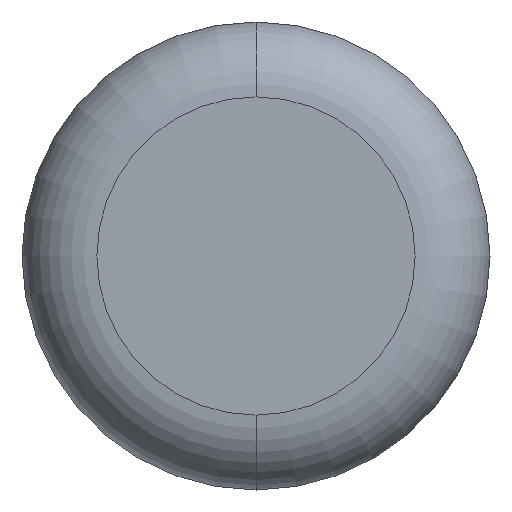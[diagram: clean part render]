
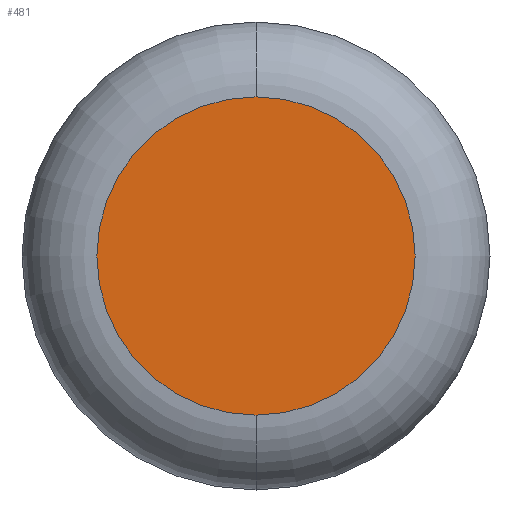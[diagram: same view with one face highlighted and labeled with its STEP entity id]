
A CAD part, front view. The second image highlights one B-rep face of the part: STEP entity #481.
In plain terms, the highlighted planar face has unit normal (0, -1, 0).
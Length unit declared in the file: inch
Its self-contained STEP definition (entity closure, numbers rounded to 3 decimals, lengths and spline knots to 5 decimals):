
#60 = AXIS2_PLACEMENT_3D ( 'NONE', #163, #73, #410 ) ;
#73 = DIRECTION ( 'NONE',  ( 0., -1., 0. ) ) ;
#120 = PLANE ( 'NONE',  #220 ) ;
#122 = CARTESIAN_POINT ( 'NONE',  ( 0., 0., 0. ) ) ;
#126 = DIRECTION ( 'NONE',  ( 0., 0., -1. ) ) ;
#163 = CARTESIAN_POINT ( 'NONE',  ( 0., 0., 0. ) ) ;
#197 = FACE_OUTER_BOUND ( 'NONE', #310, .T. ) ;
#220 = AXIS2_PLACEMENT_3D ( 'NONE', #375, #507, #126 ) ;
#269 = ORIENTED_EDGE ( 'NONE', *, *, #469, .T. ) ;
#310 = EDGE_LOOP ( 'NONE', ( #269, #369 ) ) ;
#321 = VERTEX_POINT ( 'NONE', #349 ) ;
#329 = DIRECTION ( 'NONE',  ( 0., -1., 0. ) ) ;
#349 = CARTESIAN_POINT ( 'NONE',  ( 0., 0., -0.1275 ) ) ;
#369 = ORIENTED_EDGE ( 'NONE', *, *, #432, .T. ) ;
#375 = CARTESIAN_POINT ( 'NONE',  ( 0., 0., 0. ) ) ;
#410 = DIRECTION ( 'NONE',  ( 0., 0., -1. ) ) ;
#421 = AXIS2_PLACEMENT_3D ( 'NONE', #122, #329, #495 ) ;
#432 = EDGE_CURVE ( 'NONE', #547, #321, #446, .T. ) ;
#446 = CIRCLE ( 'NONE', #421, 0.1275 ) ;
#458 = CARTESIAN_POINT ( 'NONE',  ( 0., 0., 0.1275 ) ) ;
#465 = CIRCLE ( 'NONE', #60, 0.1275 ) ;
#469 = EDGE_CURVE ( 'NONE', #321, #547, #465, .T. ) ;
#481 = ADVANCED_FACE ( 'NONE', ( #197 ), #120, .T. ) ;
#495 = DIRECTION ( 'NONE',  ( 0., 0., -1. ) ) ;
#507 = DIRECTION ( 'NONE',  ( 0., -1., 0. ) ) ;
#547 = VERTEX_POINT ( 'NONE', #458 ) ;
